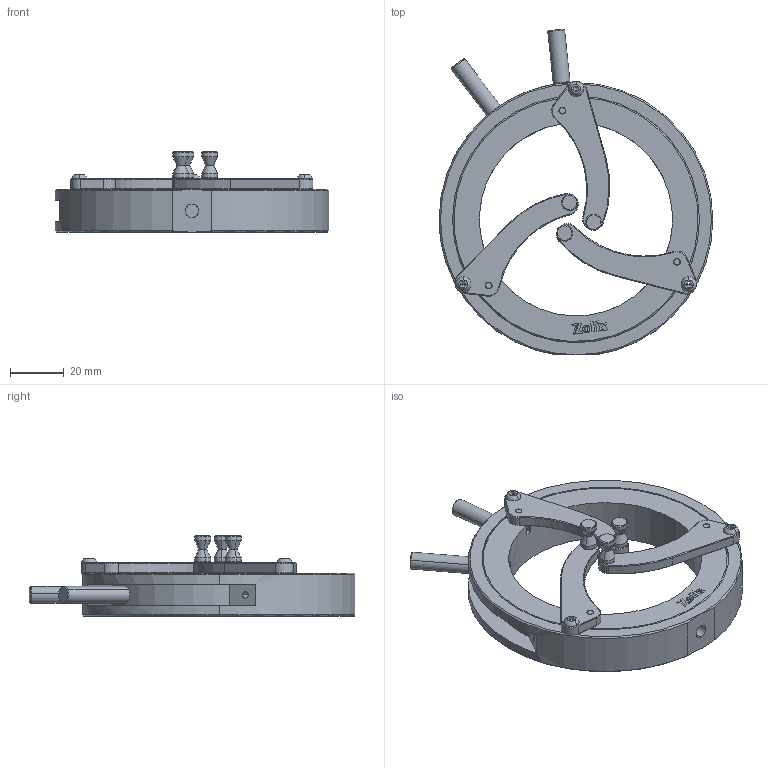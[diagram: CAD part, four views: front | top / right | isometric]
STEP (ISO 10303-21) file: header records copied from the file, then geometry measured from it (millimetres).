
FILE_DESCRIPTION (( 'STEP AP203' ), '1' );
FILE_NAME ('OMLS76-1.step', '2019-05-09T09:04:19', ( '' ), ( '' ), 'SwSTEP 2.0', 'SolidWorks 2016', '' );
FILE_SCHEMA (( 'CONFIG_CONTROL_DESIGN' ));
Length unit declared in the file: millimetre
Products named in the file (1): OMLS76-1
Bounding box: 102 x 121.41 x 30 mm (x, y, z)
Surface area: 32100.4 mm2 (no closed solid volume)
Topology: 0 solids, 26 shells, 270 faces, 892 edges, 650 vertices
Faces by surface type: plane 107, cone 84, cylinder 73, sphere 6
Entity records: 10178 total; most frequent: CARTESIAN_POINT 2177, DIRECTION 1701, ORIENTED_EDGE 1433, EDGE_CURVE 892, VERTEX_POINT 650, LINE 593, VECTOR 593, AXIS2_PLACEMENT_3D 554
